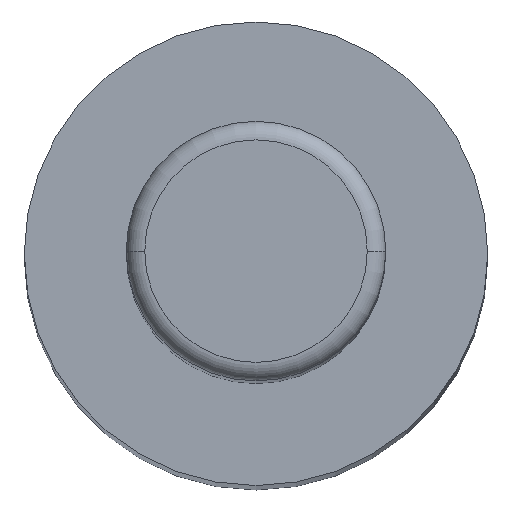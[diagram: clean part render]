
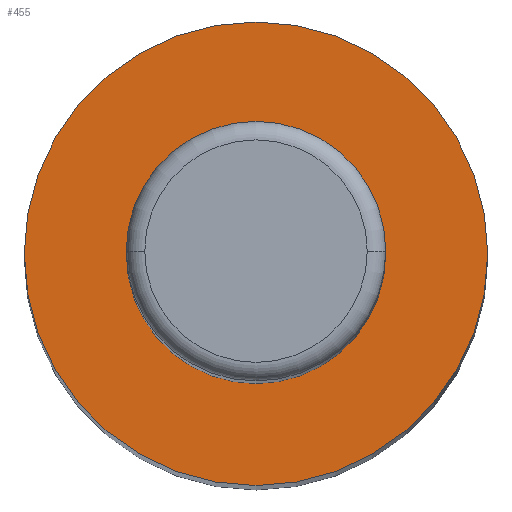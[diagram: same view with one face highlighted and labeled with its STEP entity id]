
A CAD part, top view. The second image highlights one B-rep face of the part: STEP entity #455.
In plain terms, the highlighted planar face has unit normal (0, 0, 1).
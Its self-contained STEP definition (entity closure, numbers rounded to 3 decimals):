
#21 = DIRECTION ( 'NONE',  ( 0., 0., -1. ) ) ;
#22 = EDGE_CURVE ( 'NONE', #639, #501, #893, .T. ) ;
#38 = DIRECTION ( 'NONE',  ( 0., 0., 1. ) ) ;
#67 = EDGE_CURVE ( 'NONE', #194, #872, #457, .T. ) ;
#117 = CARTESIAN_POINT ( 'NONE',  ( 7., 0., 138. ) ) ;
#120 = CIRCLE ( 'NONE', #312, 12.5 ) ;
#123 = ORIENTED_EDGE ( 'NONE', *, *, #509, .T. ) ;
#166 = CARTESIAN_POINT ( 'NONE',  ( 0., 0., 138. ) ) ;
#194 = VERTEX_POINT ( 'NONE', #301 ) ;
#224 = DIRECTION ( 'NONE',  ( -1., 0., 0. ) ) ;
#249 = CARTESIAN_POINT ( 'NONE',  ( 0., 0., 138. ) ) ;
#252 = CIRCLE ( 'NONE', #696, 7. ) ;
#255 = ORIENTED_EDGE ( 'NONE', *, *, #777, .F. ) ;
#301 = CARTESIAN_POINT ( 'NONE',  ( 12.5, 0., 138. ) ) ;
#312 = AXIS2_PLACEMENT_3D ( 'NONE', #166, #630, #224 ) ;
#315 = DIRECTION ( 'NONE',  ( -1., 0., 0. ) ) ;
#336 = ORIENTED_EDGE ( 'NONE', *, *, #67, .F. ) ;
#354 = DIRECTION ( 'NONE',  ( -1., 0., 0. ) ) ;
#359 = CARTESIAN_POINT ( 'NONE',  ( -12.5, 0., 138. ) ) ;
#369 = ORIENTED_EDGE ( 'NONE', *, *, #22, .T. ) ;
#405 = DIRECTION ( 'NONE',  ( 0., 0., -1. ) ) ;
#415 = CARTESIAN_POINT ( 'NONE',  ( 0., 0., 138. ) ) ;
#441 = FACE_OUTER_BOUND ( 'NONE', #733, .T. ) ;
#455 = ADVANCED_FACE ( 'NONE', ( #661, #441 ), #458, .T. ) ;
#457 = CIRCLE ( 'NONE', #571, 12.5 ) ;
#458 = PLANE ( 'NONE',  #708 ) ;
#473 = AXIS2_PLACEMENT_3D ( 'NONE', #522, #405, #354 ) ;
#494 = DIRECTION ( 'NONE',  ( -1., 0., 0. ) ) ;
#501 = VERTEX_POINT ( 'NONE', #117 ) ;
#507 = DIRECTION ( 'NONE',  ( 1., 0., 0. ) ) ;
#509 = EDGE_CURVE ( 'NONE', #501, #639, #252, .T. ) ;
#522 = CARTESIAN_POINT ( 'NONE',  ( 0., 0., 138. ) ) ;
#539 = CARTESIAN_POINT ( 'NONE',  ( -7., 0., 138. ) ) ;
#571 = AXIS2_PLACEMENT_3D ( 'NONE', #415, #21, #494 ) ;
#630 = DIRECTION ( 'NONE',  ( 0., 0., -1. ) ) ;
#639 = VERTEX_POINT ( 'NONE', #657 ) ;
#657 = CARTESIAN_POINT ( 'NONE',  ( -7., 0., 138. ) ) ;
#661 = FACE_BOUND ( 'NONE', #768, .T. ) ;
#696 = AXIS2_PLACEMENT_3D ( 'NONE', #249, #732, #315 ) ;
#708 = AXIS2_PLACEMENT_3D ( 'NONE', #539, #38, #507 ) ;
#732 = DIRECTION ( 'NONE',  ( 0., 0., -1. ) ) ;
#733 = EDGE_LOOP ( 'NONE', ( #255, #336 ) ) ;
#768 = EDGE_LOOP ( 'NONE', ( #369, #123 ) ) ;
#777 = EDGE_CURVE ( 'NONE', #872, #194, #120, .T. ) ;
#872 = VERTEX_POINT ( 'NONE', #359 ) ;
#893 = CIRCLE ( 'NONE', #473, 7. ) ;
